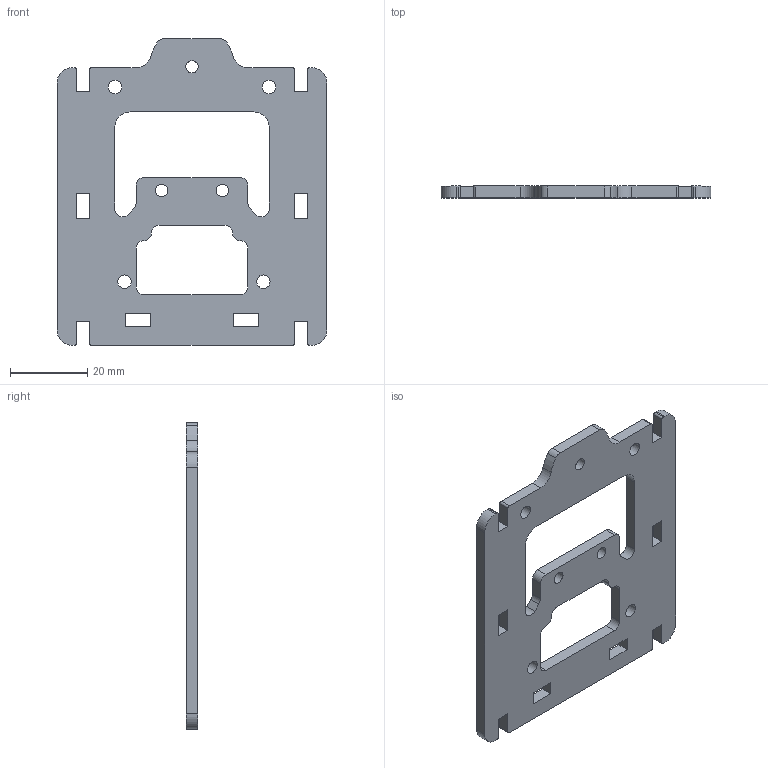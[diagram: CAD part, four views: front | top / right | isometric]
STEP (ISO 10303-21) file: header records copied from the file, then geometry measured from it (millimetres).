
FILE_DESCRIPTION(/* description */ (''),/* implementation_level */ '2;1');
FILE_NAME(/* name */ 'Bottom_Plate_v1.1.stp',/* time_stamp */ '2023-03-07T12:42:04+01:00',/* author */ ('Oudenas'),/* organization */ (''),/* preprocessor_version */ 'ST-DEVELOPER v17',/* originating_system */ 'Autodesk Inventor 2019',/* authorisation */ '');
FILE_SCHEMA (('AUTOMOTIVE_DESIGN { 1 0 10303 214 3 1 1 }'));
Length unit declared in the file: millimetre
Products named in the file (1): Bottom_Plate_v1.1
Bounding box: 70 x 3 x 79.5 mm (x, y, z)
Volume: 10990.1 mm3; surface area: 9595.5 mm2
Topology: 1 solids, 1 shells, 228 faces, 642 edges, 428 vertices
Faces by surface type: plane 94, bspline 85, cylinder 49
Full cylindrical faces by diameter (mm): 3.2 x3, 3.5 x4
Entity records: 8603 total; most frequent: CARTESIAN_POINT 3146, ORIENTED_EDGE 1284, DIRECTION 836, EDGE_CURVE 642, VERTEX_POINT 428, LINE 352, VECTOR 352, EDGE_LOOP 266
